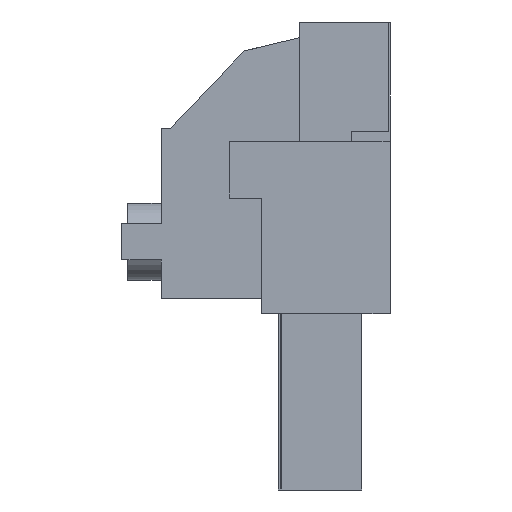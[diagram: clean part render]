
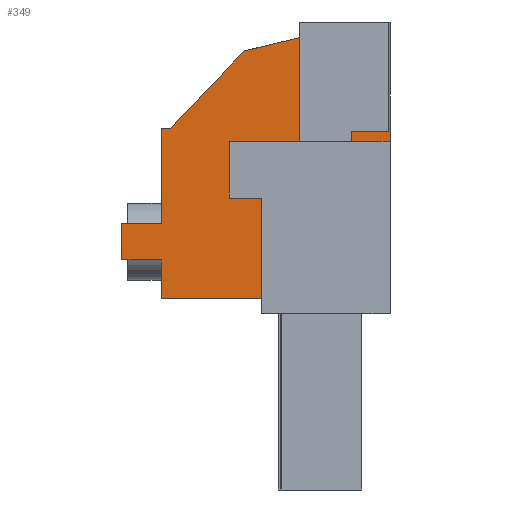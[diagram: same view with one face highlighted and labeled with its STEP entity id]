
A CAD part, left-side view. The second image highlights one B-rep face of the part: STEP entity #349.
In plain terms, the highlighted planar face has unit normal (-1, 0, 0).
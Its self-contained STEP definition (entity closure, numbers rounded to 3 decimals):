
#230=AXIS2_PLACEMENT_3D('Plane Axis2P3D',#227,#228,#229) ;
#84=CARTESIAN_POINT('Line Origine',(7.62,21.875,23.45)) ;
#88=CARTESIAN_POINT('Vertex',(7.62,20.15,23.45)) ;
#90=CARTESIAN_POINT('Vertex',(7.62,23.6,23.45)) ;
#185=CARTESIAN_POINT('Vertex',(7.62,20.15,20.25)) ;
#188=CARTESIAN_POINT('Line Origine',(7.62,21.875,20.25)) ;
#192=CARTESIAN_POINT('Vertex',(7.62,23.6,20.25)) ;
#214=CARTESIAN_POINT('Line Origine',(7.62,23.6,21.85)) ;
#227=CARTESIAN_POINT('Axis2P3D Location',(7.62,0.,0.)) ;
#232=CARTESIAN_POINT('Line Origine',(7.62,20.15,18.55)) ;
#236=CARTESIAN_POINT('Vertex',(7.62,20.15,16.85)) ;
#239=CARTESIAN_POINT('Line Origine',(7.62,15.722,16.85)) ;
#243=CARTESIAN_POINT('Vertex',(7.62,11.294,16.85)) ;
#246=CARTESIAN_POINT('Line Origine',(7.62,11.294,23.775)) ;
#250=CARTESIAN_POINT('Vertex',(7.62,11.294,30.7)) ;
#253=CARTESIAN_POINT('Line Origine',(7.62,5.647,30.7)) ;
#257=CARTESIAN_POINT('Vertex',(7.62,0.,30.7)) ;
#260=CARTESIAN_POINT('Line Origine',(7.62,0.,35.925)) ;
#264=CARTESIAN_POINT('Vertex',(7.62,0.,41.15)) ;
#267=CARTESIAN_POINT('Line Origine',(7.62,1.25,41.15)) ;
#271=CARTESIAN_POINT('Vertex',(7.62,2.5,41.15)) ;
#274=CARTESIAN_POINT('Line Origine',(7.62,7.674,39.9)) ;
#278=CARTESIAN_POINT('Vertex',(7.62,12.849,38.65)) ;
#281=CARTESIAN_POINT('Line Origine',(7.62,16.099,35.25)) ;
#285=CARTESIAN_POINT('Vertex',(7.62,19.35,31.85)) ;
#288=CARTESIAN_POINT('Line Origine',(7.62,19.75,31.85)) ;
#292=CARTESIAN_POINT('Vertex',(7.62,20.15,31.85)) ;
#295=CARTESIAN_POINT('Line Origine',(7.62,20.15,27.65)) ;
#315=CARTESIAN_POINT('Line Origine',(7.62,13.66,25.7)) ;
#319=CARTESIAN_POINT('Vertex',(7.62,14.16,25.7)) ;
#321=CARTESIAN_POINT('Vertex',(7.62,13.16,25.7)) ;
#324=CARTESIAN_POINT('Line Origine',(7.62,14.16,28.2)) ;
#328=CARTESIAN_POINT('Vertex',(7.62,14.16,30.7)) ;
#331=CARTESIAN_POINT('Line Origine',(7.62,13.66,30.7)) ;
#335=CARTESIAN_POINT('Vertex',(7.62,13.16,30.7)) ;
#338=CARTESIAN_POINT('Line Origine',(7.62,13.16,28.2)) ;
#85=DIRECTION('Vector Direction',(0.,1.,0.)) ;
#189=DIRECTION('Vector Direction',(0.,1.,0.)) ;
#215=DIRECTION('Vector Direction',(0.,0.,1.)) ;
#228=DIRECTION('Axis2P3D Direction',(-1.,0.,0.)) ;
#229=DIRECTION('Axis2P3D XDirection',(0.,0.,1.)) ;
#233=DIRECTION('Vector Direction',(0.,0.,1.)) ;
#240=DIRECTION('Vector Direction',(0.,1.,0.)) ;
#247=DIRECTION('Vector Direction',(0.,0.,1.)) ;
#254=DIRECTION('Vector Direction',(0.,-1.,0.)) ;
#261=DIRECTION('Vector Direction',(0.,0.,1.)) ;
#268=DIRECTION('Vector Direction',(0.,-1.,0.)) ;
#275=DIRECTION('Vector Direction',(0.,-0.972,0.235)) ;
#282=DIRECTION('Vector Direction',(0.,-0.691,0.723)) ;
#289=DIRECTION('Vector Direction',(0.,-1.,0.)) ;
#296=DIRECTION('Vector Direction',(0.,0.,1.)) ;
#316=DIRECTION('Vector Direction',(0.,-1.,0.)) ;
#325=DIRECTION('Vector Direction',(0.,0.,-1.)) ;
#332=DIRECTION('Vector Direction',(0.,1.,0.)) ;
#339=DIRECTION('Vector Direction',(0.,0.,-1.)) ;
#86=VECTOR('Line Direction',#85,1.) ;
#190=VECTOR('Line Direction',#189,1.) ;
#216=VECTOR('Line Direction',#215,1.) ;
#234=VECTOR('Line Direction',#233,1.) ;
#241=VECTOR('Line Direction',#240,1.) ;
#248=VECTOR('Line Direction',#247,1.) ;
#255=VECTOR('Line Direction',#254,1.) ;
#262=VECTOR('Line Direction',#261,1.) ;
#269=VECTOR('Line Direction',#268,1.) ;
#276=VECTOR('Line Direction',#275,1.) ;
#283=VECTOR('Line Direction',#282,1.) ;
#290=VECTOR('Line Direction',#289,1.) ;
#297=VECTOR('Line Direction',#296,1.) ;
#317=VECTOR('Line Direction',#316,1.) ;
#326=VECTOR('Line Direction',#325,1.) ;
#333=VECTOR('Line Direction',#332,1.) ;
#340=VECTOR('Line Direction',#339,1.) ;
#301=ORIENTED_EDGE('',*,*,#194,.F.) ;
#302=ORIENTED_EDGE('',*,*,#238,.T.) ;
#303=ORIENTED_EDGE('',*,*,#245,.T.) ;
#304=ORIENTED_EDGE('',*,*,#252,.T.) ;
#305=ORIENTED_EDGE('',*,*,#259,.T.) ;
#306=ORIENTED_EDGE('',*,*,#266,.T.) ;
#307=ORIENTED_EDGE('',*,*,#273,.T.) ;
#308=ORIENTED_EDGE('',*,*,#280,.T.) ;
#309=ORIENTED_EDGE('',*,*,#287,.T.) ;
#310=ORIENTED_EDGE('',*,*,#294,.T.) ;
#311=ORIENTED_EDGE('',*,*,#299,.T.) ;
#312=ORIENTED_EDGE('',*,*,#92,.T.) ;
#313=ORIENTED_EDGE('',*,*,#218,.F.) ;
#344=ORIENTED_EDGE('',*,*,#323,.F.) ;
#345=ORIENTED_EDGE('',*,*,#330,.F.) ;
#346=ORIENTED_EDGE('',*,*,#337,.F.) ;
#347=ORIENTED_EDGE('',*,*,#342,.T.) ;
#348=FACE_BOUND('',#343,.T.) ;
#349=ADVANCED_FACE('HOUSING',(#314,#348),#231,.T.) ;
#92=EDGE_CURVE('',#89,#91,#87,.T.) ;
#194=EDGE_CURVE('',#186,#193,#191,.T.) ;
#218=EDGE_CURVE('',#193,#91,#217,.T.) ;
#238=EDGE_CURVE('',#186,#237,#235,.F.) ;
#245=EDGE_CURVE('',#237,#244,#242,.F.) ;
#252=EDGE_CURVE('',#244,#251,#249,.T.) ;
#259=EDGE_CURVE('',#251,#258,#256,.T.) ;
#266=EDGE_CURVE('',#258,#265,#263,.T.) ;
#273=EDGE_CURVE('',#265,#272,#270,.F.) ;
#280=EDGE_CURVE('',#272,#279,#277,.F.) ;
#287=EDGE_CURVE('',#279,#286,#284,.F.) ;
#294=EDGE_CURVE('',#286,#293,#291,.F.) ;
#299=EDGE_CURVE('',#293,#89,#298,.F.) ;
#323=EDGE_CURVE('',#320,#322,#318,.T.) ;
#330=EDGE_CURVE('',#329,#320,#327,.T.) ;
#337=EDGE_CURVE('',#336,#329,#334,.T.) ;
#342=EDGE_CURVE('',#336,#322,#341,.T.) ;
#300=EDGE_LOOP('',(#301,#302,#303,#304,#305,#306,#307,#308,#309,#310,#311,#312,#313)) ;
#343=EDGE_LOOP('',(#344,#345,#346,#347)) ;
#314=FACE_OUTER_BOUND('',#300,.T.) ;
#87=LINE('Line',#84,#86) ;
#191=LINE('Line',#188,#190) ;
#217=LINE('Line',#214,#216) ;
#235=LINE('Line',#232,#234) ;
#242=LINE('Line',#239,#241) ;
#249=LINE('Line',#246,#248) ;
#256=LINE('Line',#253,#255) ;
#263=LINE('Line',#260,#262) ;
#270=LINE('Line',#267,#269) ;
#277=LINE('Line',#274,#276) ;
#284=LINE('Line',#281,#283) ;
#291=LINE('Line',#288,#290) ;
#298=LINE('Line',#295,#297) ;
#318=LINE('Line',#315,#317) ;
#327=LINE('Line',#324,#326) ;
#334=LINE('Line',#331,#333) ;
#341=LINE('Line',#338,#340) ;
#231=PLANE('',#230) ;
#89=VERTEX_POINT('',#88) ;
#91=VERTEX_POINT('',#90) ;
#186=VERTEX_POINT('',#185) ;
#193=VERTEX_POINT('',#192) ;
#237=VERTEX_POINT('',#236) ;
#244=VERTEX_POINT('',#243) ;
#251=VERTEX_POINT('',#250) ;
#258=VERTEX_POINT('',#257) ;
#265=VERTEX_POINT('',#264) ;
#272=VERTEX_POINT('',#271) ;
#279=VERTEX_POINT('',#278) ;
#286=VERTEX_POINT('',#285) ;
#293=VERTEX_POINT('',#292) ;
#320=VERTEX_POINT('',#319) ;
#322=VERTEX_POINT('',#321) ;
#329=VERTEX_POINT('',#328) ;
#336=VERTEX_POINT('',#335) ;
